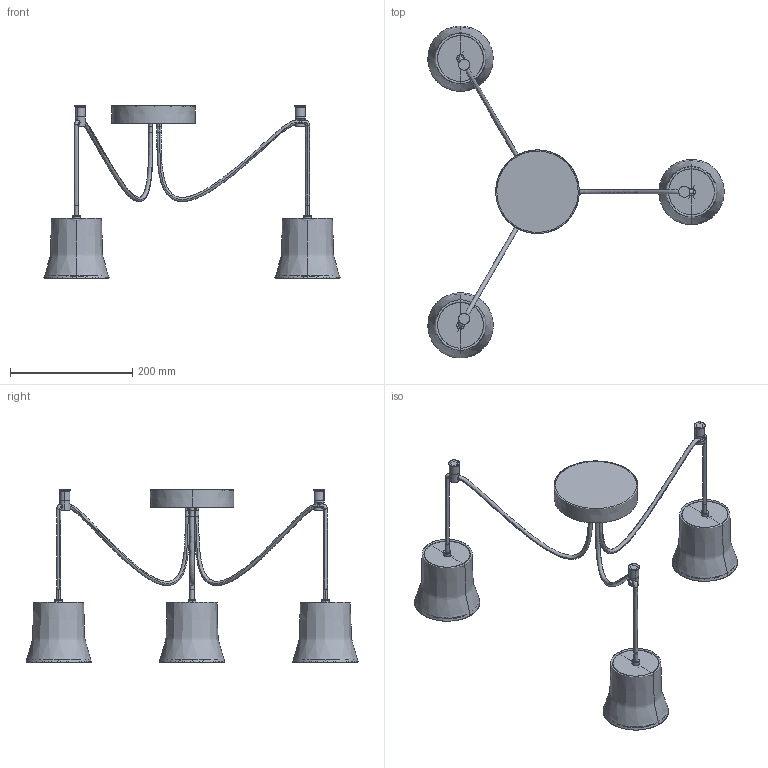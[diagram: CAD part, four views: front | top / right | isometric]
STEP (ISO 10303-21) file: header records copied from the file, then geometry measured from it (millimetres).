
FILE_DESCRIPTION(/* description */ (''),/* implementation_level */ '2;1');
FILE_NAME(/* name */ '3D 023200_GIO.light Cluster S',/* time_stamp */ '2018-07-26T09:21:34+02:00',/* author */ (''),/* organization */ (''),/* preprocessor_version */ 'ST-DEVELOPER v10',/* originating_system */ '',/* authorisation */ '');
FILE_SCHEMA (('AUTOMOTIVE_DESIGN'));
Length unit declared in the file: millimetre
Products named in the file (1): 1
Bounding box: 484.59 x 543.06 x 281.43 mm (x, y, z)
Volume: 1348176.4 mm3; surface area: 332085.1 mm2
Topology: 16 solids, 25 shells, 236 faces, 664 edges, 452 vertices
Faces by surface type: bspline 193, plane 43
Entity records: 13982 total; most frequent: CARTESIAN_POINT 10435, ORIENTED_EDGE 1250, EDGE_CURVE 644, VERTEX_POINT 452, EDGE_LOOP 245, ADVANCED_FACE 236, FACE_OUTER_BOUND 236, B_SPLINE_CURVE_WITH_KNOTS 61
